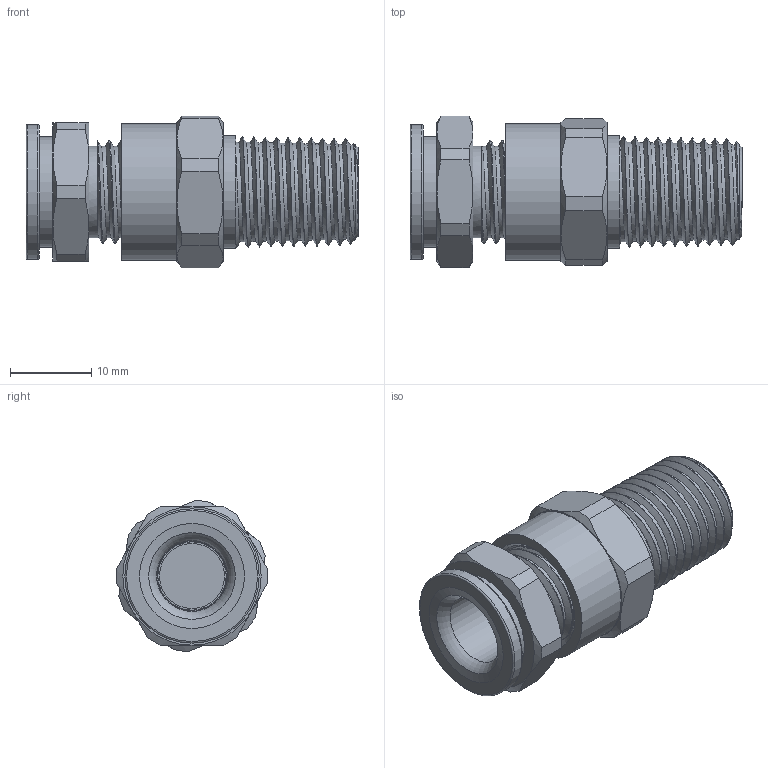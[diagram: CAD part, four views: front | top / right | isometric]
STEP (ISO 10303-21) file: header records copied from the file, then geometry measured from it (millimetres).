
FILE_DESCRIPTION(/* description */ ('ADE-1F2 NPT 1/4"'),/* implementation_level */ '2;1');
FILE_NAME(/* name */ '00808404V1-RST.stp',/* time_stamp */ '2023-06-14T09:21:17+02:00',/* author */ ('sl'),/* organization */ (''),/* preprocessor_version */ 'ST-DEVELOPER v16.5',/* originating_system */ 'Autodesk Inventor 2017',/* authorisation */ '');
FILE_SCHEMA (('AUTOMOTIVE_DESIGN { 1 0 10303 214 3 1 1 }'));
Length unit declared in the file: millimetre
Products named in the file (5): 00808404V1; 00808404V1_1; 00808404V1_2; 00808404V1_3; 00808404V1_4
Assembly tree (4 placements, depth 2):
  00808404V1
    00808404V1_1
    00808404V1_2
    00808404V1_3
    00808404V1_4
Bounding box: 40.83 x 18.65 x 18.66 mm (x, y, z)
Volume: 4457.7 mm3; surface area: 5813.2 mm2
Topology: 5 solids, 5 shells, 132 faces, 289 edges, 179 vertices
Faces by surface type: plane 48, cone 33, cylinder 31, torus 12, bspline 8
Full cylindrical faces by diameter (mm): 8 x1, 8.4 x1, 8.5 x1, 8.63 x1, 8.71 x1, 9.04 x1, 9.6 x1, 10.88 x1, 11.238 x4, 11.8 x1, 11.98 x2, 12.08 x9, 13.61 x1, 13.82 x1, 16.52 x1, 16.74 x1
Entity records: 8340 total; most frequent: CARTESIAN_POINT 6039, DIRECTION 436, ORIENTED_EDGE 418, EDGE_CURVE 208, AXIS2_PLACEMENT_3D 206, EDGE_LOOP 176, VERTEX_POINT 148, FACE_OUTER_BOUND 119
